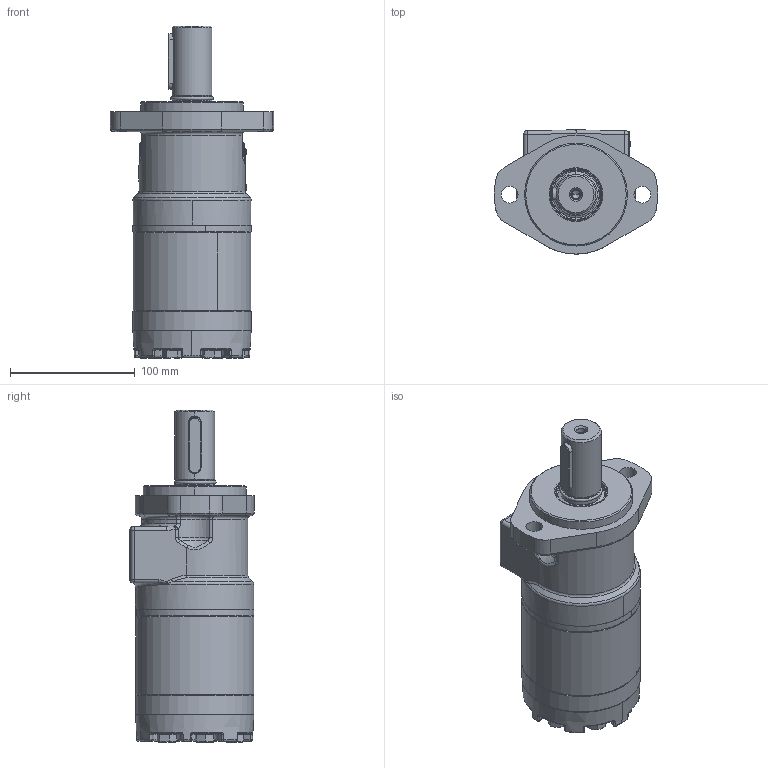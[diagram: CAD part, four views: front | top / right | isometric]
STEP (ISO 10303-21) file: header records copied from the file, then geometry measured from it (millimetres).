
FILE_DESCRIPTION((''),'2;1');
FILE_NAME('280XXXA6821BAAAAS_SW0001','2022-10-10T',('U374100'),(''),'CREO PARAMETRIC BY PTC INC, 2015480','CREO PARAMETRIC BY PTC INC, 2015480','');
FILE_SCHEMA(('CONFIG_CONTROL_DESIGN'));
Length unit declared in the file: millimetre
Products named in the file (1): 280XXXA6821BAAAAS_SW0001
Bounding box: 130.77 x 99.65 x 266.18 mm (x, y, z)
Volume: 688793.9 mm3; surface area: 161342.8 mm2
Topology: 2 solids, 5 shells, 1011 faces, 2578 edges, 1594 vertices
Faces by surface type: plane 399, cylinder 272, bspline 130, cone 129, torus 65, sphere 16
Entity records: 38219 total; most frequent: CARTESIAN_POINT 14804, ORIENTED_EDGE 5124, DIRECTION 4502, EDGE_CURVE 2562, AXIS2_PLACEMENT_3D 1707, VERTEX_POINT 1594, EDGE_LOOP 1128, VECTOR 1088
